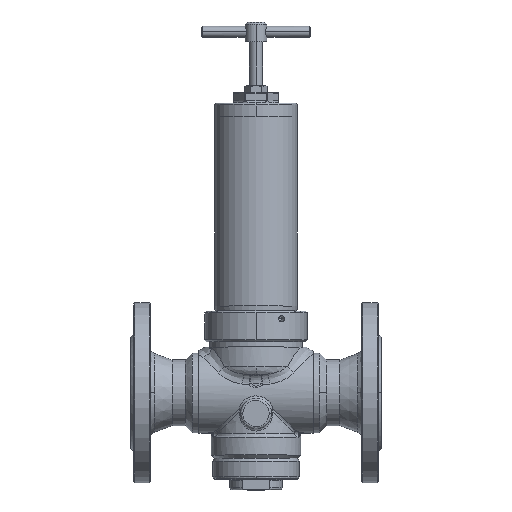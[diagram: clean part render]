
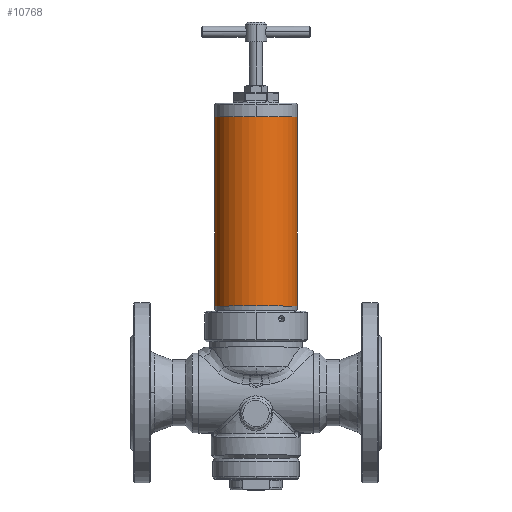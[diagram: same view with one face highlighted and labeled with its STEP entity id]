
A CAD part, top view. The second image highlights one B-rep face of the part: STEP entity #10768.
In plain terms, the highlighted cylindrical face has radius 38 mm (diameter 76 mm), a partial arc.
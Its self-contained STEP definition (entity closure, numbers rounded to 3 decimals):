
#293 = CARTESIAN_POINT ( 'NONE',  ( 38., 253., 0. ) ) ;
#1150 = VECTOR ( 'NONE', #6112, 1000. ) ;
#1307 = CARTESIAN_POINT ( 'NONE',  ( -38., 254.5, 0. ) ) ;
#1607 = CIRCLE ( 'NONE', #13487, 38. ) ;
#2318 = EDGE_CURVE ( 'NONE', #20040, #12811, #16470, .T. ) ;
#2947 = CARTESIAN_POINT ( 'NONE',  ( -38., 79.6, 0. ) ) ;
#3084 = ORIENTED_EDGE ( 'NONE', *, *, #5574, .T. ) ;
#3350 = DIRECTION ( 'NONE',  ( 0., -1., 0. ) ) ;
#4068 = CARTESIAN_POINT ( 'NONE',  ( 0., 79.6, 0. ) ) ;
#5171 = DIRECTION ( 'NONE',  ( 1., 0., 0. ) ) ;
#5369 = CIRCLE ( 'NONE', #16381, 38. ) ;
#5574 = EDGE_CURVE ( 'NONE', #20040, #5600, #5369, .T. ) ;
#5600 = VERTEX_POINT ( 'NONE', #15108 ) ;
#6112 = DIRECTION ( 'NONE',  ( 0., -1., 0. ) ) ;
#6194 = EDGE_CURVE ( 'NONE', #16994, #12811, #1607, .T. ) ;
#6256 = EDGE_CURVE ( 'NONE', #5600, #16994, #20322, .T. ) ;
#6792 = AXIS2_PLACEMENT_3D ( 'NONE', #8333, #3350, #18038 ) ;
#7272 = FACE_OUTER_BOUND ( 'NONE', #15063, .T. ) ;
#8279 = CARTESIAN_POINT ( 'NONE',  ( 38., 79.6, 0. ) ) ;
#8333 = CARTESIAN_POINT ( 'NONE',  ( 0., 254.5, 0. ) ) ;
#9800 = CYLINDRICAL_SURFACE ( 'NONE', #6792, 38. ) ;
#10768 = ADVANCED_FACE ( 'NONE', ( #7272 ), #9800, .T. ) ;
#10864 = DIRECTION ( 'NONE',  ( 1., 0., 0. ) ) ;
#12440 = ORIENTED_EDGE ( 'NONE', *, *, #6194, .T. ) ;
#12811 = VERTEX_POINT ( 'NONE', #8279 ) ;
#13017 = ORIENTED_EDGE ( 'NONE', *, *, #2318, .F. ) ;
#13465 = CARTESIAN_POINT ( 'NONE',  ( 0., 253., 0. ) ) ;
#13487 = AXIS2_PLACEMENT_3D ( 'NONE', #4068, #16848, #10864 ) ;
#14945 = ORIENTED_EDGE ( 'NONE', *, *, #6256, .T. ) ;
#15040 = DIRECTION ( 'NONE',  ( 0., -1., 0. ) ) ;
#15063 = EDGE_LOOP ( 'NONE', ( #3084, #14945, #12440, #13017 ) ) ;
#15108 = CARTESIAN_POINT ( 'NONE',  ( -38., 253., 0. ) ) ;
#16381 = AXIS2_PLACEMENT_3D ( 'NONE', #13465, #15040, #5171 ) ;
#16470 = LINE ( 'NONE', #20288, #1150 ) ;
#16848 = DIRECTION ( 'NONE',  ( 0., 1., 0. ) ) ;
#16994 = VERTEX_POINT ( 'NONE', #2947 ) ;
#17264 = DIRECTION ( 'NONE',  ( 0., -1., 0. ) ) ;
#18038 = DIRECTION ( 'NONE',  ( 1., 0., 0. ) ) ;
#19852 = VECTOR ( 'NONE', #17264, 1000. ) ;
#20040 = VERTEX_POINT ( 'NONE', #293 ) ;
#20288 = CARTESIAN_POINT ( 'NONE',  ( 38., 254.5, 0. ) ) ;
#20322 = LINE ( 'NONE', #1307, #19852 ) ;
